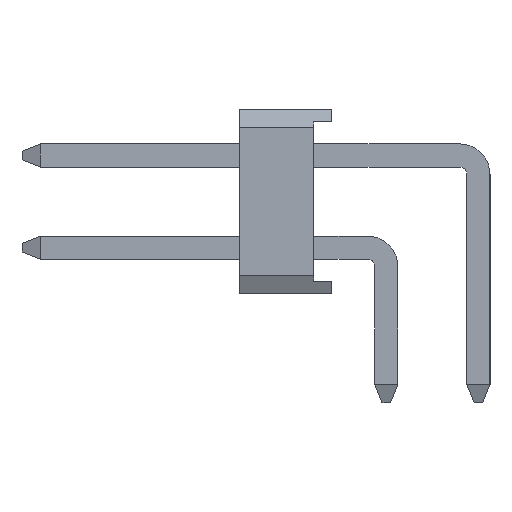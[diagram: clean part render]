
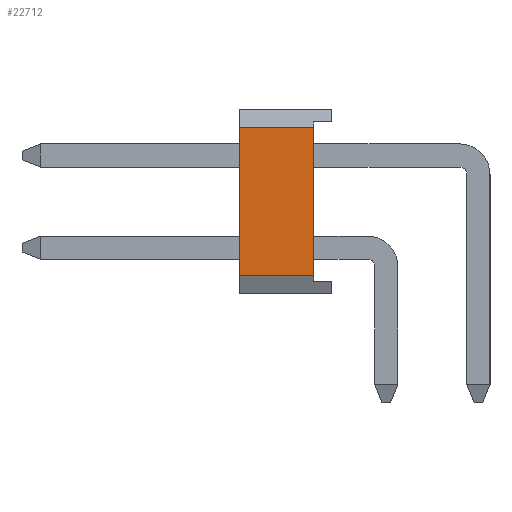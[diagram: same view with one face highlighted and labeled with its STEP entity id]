
A CAD part, left-side view. The second image highlights one B-rep face of the part: STEP entity #22712.
In plain terms, the highlighted planar face has unit normal (-1, 0, 0).
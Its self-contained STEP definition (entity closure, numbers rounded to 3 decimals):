
#3328=ORIENTED_EDGE('',*,*,#6283,.F.);
#3329=ORIENTED_EDGE('',*,*,#6398,.T.);
#3330=ORIENTED_EDGE('',*,*,#6394,.T.);
#3331=ORIENTED_EDGE('',*,*,#6399,.T.);
#6283=EDGE_CURVE('',#8050,#8051,#9863,.T.);
#6394=EDGE_CURVE('',#8103,#8102,#9974,.T.);
#6398=EDGE_CURVE('',#8050,#8103,#9978,.T.);
#6399=EDGE_CURVE('',#8102,#8051,#9979,.T.);
#8050=VERTEX_POINT('',#31380);
#8051=VERTEX_POINT('',#31382);
#8102=VERTEX_POINT('',#31586);
#8103=VERTEX_POINT('',#31588);
#9863=LINE('',#31381,#12011);
#9974=LINE('',#31587,#12122);
#9978=LINE('',#31595,#12126);
#9979=LINE('',#31597,#12127);
#12011=VECTOR('',#26847,1000.);
#12122=VECTOR('',#27044,1000.);
#12126=VECTOR('',#27054,1000.);
#12127=VECTOR('',#27057,1000.);
#13456=EDGE_LOOP('',(#3328,#3329,#3330,#3331));
#14446=FACE_BOUND('',#13456,.T.);
#15334=PLANE('',#23777);
#22712=ADVANCED_FACE('',(#14446),#15334,.T.);
#23777=AXIS2_PLACEMENT_3D('',#31596,#27055,#27056);
#26847=DIRECTION('',(0.,0.,1.));
#27044=DIRECTION('',(0.,0.,1.));
#27054=DIRECTION('',(0.,-1.,0.));
#27055=DIRECTION('',(-1.,0.,0.));
#27056=DIRECTION('',(0.,0.,1.));
#27057=DIRECTION('',(0.,1.,0.));
#31380=CARTESIAN_POINT('',(-21.59,2.04,-0.77));
#31381=CARTESIAN_POINT('',(-21.59,2.04,-42.53));
#31382=CARTESIAN_POINT('',(-21.59,2.04,1.27));
#31586=CARTESIAN_POINT('',(-21.59,-2.04,1.27));
#31587=CARTESIAN_POINT('',(-21.59,-2.04,-42.53));
#31588=CARTESIAN_POINT('',(-21.59,-2.04,-0.77));
#31595=CARTESIAN_POINT('',(-21.59,-2.54,-0.77));
#31596=CARTESIAN_POINT('',(-21.59,-2.54,-1.27));
#31597=CARTESIAN_POINT('',(-21.59,-2.54,1.27));
